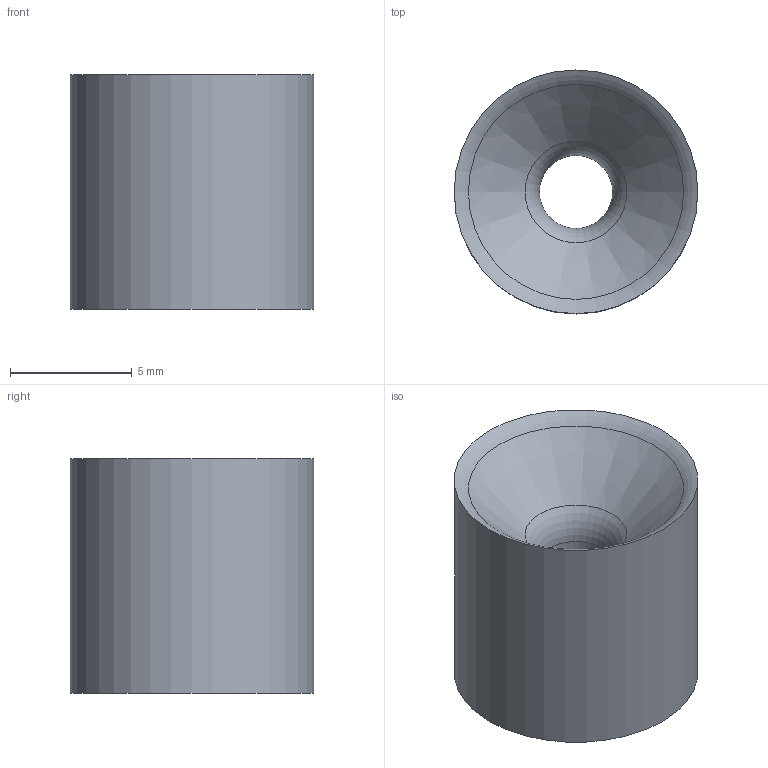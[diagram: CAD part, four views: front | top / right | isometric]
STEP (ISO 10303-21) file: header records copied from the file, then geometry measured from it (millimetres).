
FILE_DESCRIPTION(/* description */ (''),/* implementation_level */ '2;1');
FILE_NAME(/* name */ 'WinderBracketInsert.stp',/* time_stamp */ '2021-01-06T11:33:46-05:00',/* author */ ('elmar'),/* organization */ (''),/* preprocessor_version */ 'ST-DEVELOPER v18.1',/* originating_system */ 'Autodesk Inventor 2021',/* authorisation */ '');
FILE_SCHEMA (('AUTOMOTIVE_DESIGN { 1 0 10303 214 3 1 1 }'));
Length unit declared in the file: millimetre
Products named in the file (1): WinderBracket
Bounding box: 10 x 10 x 9.64 mm (x, y, z)
Volume: 505.4 mm3; surface area: 525.8 mm2
Topology: 1 solids, 1 shells, 8 faces, 23 edges, 15 vertices
Faces by surface type: torus 4, cylinder 2, cone 2
Full cylindrical faces by diameter (mm): 3 x1, 10 x1
Entity records: 332 total; most frequent: DIRECTION 60, CARTESIAN_POINT 47, ORIENTED_EDGE 46, AXIS2_PLACEMENT_3D 28, EDGE_CURVE 23, CIRCLE 19, VERTEX_POINT 15, FACE_OUTER_BOUND 8
